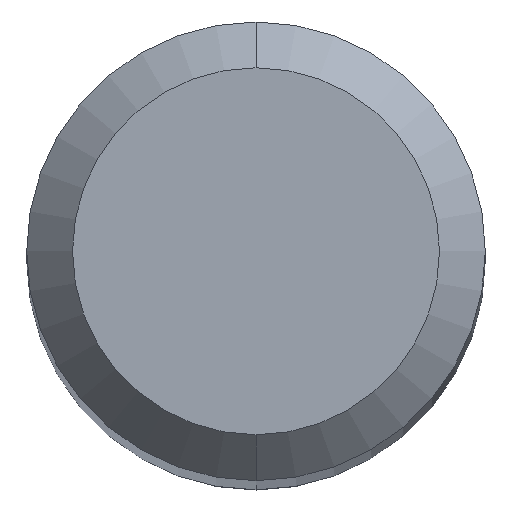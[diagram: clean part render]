
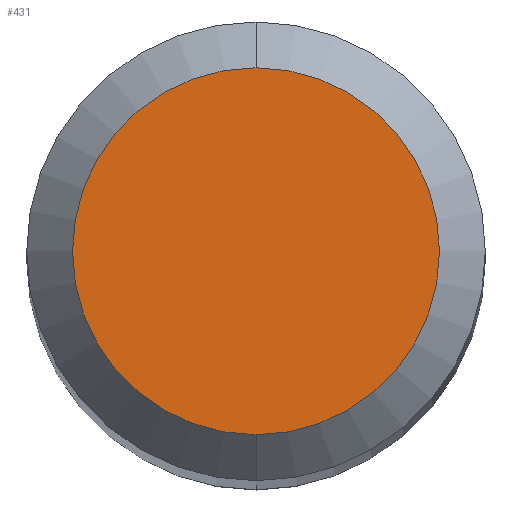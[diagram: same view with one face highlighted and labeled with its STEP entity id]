
A CAD part, top view. The second image highlights one B-rep face of the part: STEP entity #431.
In plain terms, the highlighted planar face has unit normal (0, 0, 1).
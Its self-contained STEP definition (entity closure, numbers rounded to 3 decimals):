
#211=VERTEX_POINT('',#502);
#265=VERTEX_POINT('',#563);
#295=EDGE_CURVE('',#265,#211,#596,.T.);
#387=EDGE_CURVE('',#211,#265,#699,.T.);
#431=ADVANCED_FACE('',(#748),#749,.T.);
#502=CARTESIAN_POINT('',(0.,-1.2,31.957));
#563=CARTESIAN_POINT('',(0.0,1.2,31.957));
#596=CIRCLE('',#1062,1.2);
#699=CIRCLE('',#1291,1.2);
#748=FACE_OUTER_BOUND('',#1386,.T.);
#749=PLANE('',#1387);
#1062=AXIS2_PLACEMENT_3D('',#1548,#1549,#1550);
#1291=AXIS2_PLACEMENT_3D('',#1680,#1681,#1682);
#1386=EDGE_LOOP('',(#1749,#1750));
#1387=AXIS2_PLACEMENT_3D('',#1751,#1752,#1753);
#1548=CARTESIAN_POINT('',(0.0,0.0,31.957));
#1549=DIRECTION('',(0.0,0.0,-1.0));
#1550=DIRECTION('',(0.0,1.0,0.0));
#1680=CARTESIAN_POINT('',(0.0,0.0,31.957));
#1681=DIRECTION('',(0.0,0.0,-1.0));
#1682=DIRECTION('',(0.0,1.0,0.0));
#1749=ORIENTED_EDGE('',*,*,#295,.F.);
#1750=ORIENTED_EDGE('',*,*,#387,.F.);
#1751=CARTESIAN_POINT('',(0.0,0.6,31.957));
#1752=DIRECTION('',(-0.0,0.0,1.0));
#1753=DIRECTION('',(0.0,-1.0,0.0));
